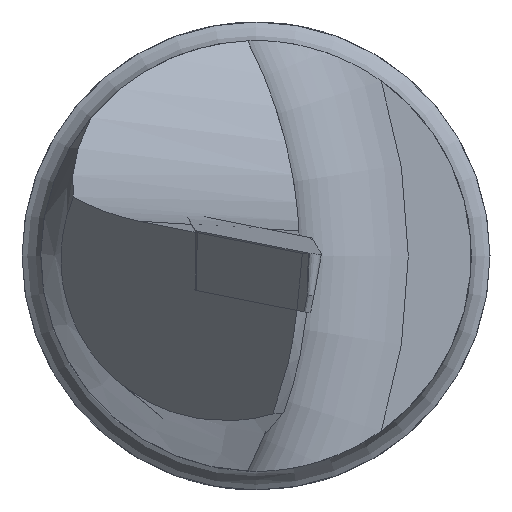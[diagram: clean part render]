
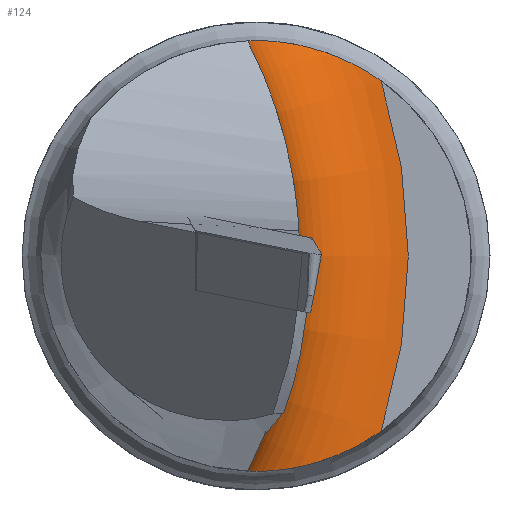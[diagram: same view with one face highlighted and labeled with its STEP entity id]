
A CAD part, left-side view. The second image highlights one B-rep face of the part: STEP entity #124.
In plain terms, the highlighted toroidal (fillet/blend) face has major radius 31 mm and minor radius 5.809 mm.
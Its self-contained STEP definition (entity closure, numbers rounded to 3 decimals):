
#73=TOROIDAL_SURFACE('',#641,31.,5.809);
#93=CIRCLE('',#637,31.);
#94=CIRCLE('',#639,25.191);
#124=ADVANCED_FACE('',(#156),#73,.F.);
#156=FACE_OUTER_BOUND('',#190,.T.);
#190=EDGE_LOOP('',(#359,#360,#361,#362));
#209=B_SPLINE_CURVE_WITH_KNOTS('',3,(#801,#802,#803,#804,#805,#806),
 .UNSPECIFIED.,.F.,.F.,(4,2,4),(0.,0.5,1.),.UNSPECIFIED.);
#210=B_SPLINE_CURVE_WITH_KNOTS('',3,(#813,#814,#815,#816,#817,#818),
 .UNSPECIFIED.,.F.,.F.,(4,2,4),(0.,0.5,1.),.UNSPECIFIED.);
#359=ORIENTED_EDGE('',*,*,#560,.F.);
#360=ORIENTED_EDGE('',*,*,#540,.F.);
#361=ORIENTED_EDGE('',*,*,#563,.T.);
#362=ORIENTED_EDGE('',*,*,#536,.F.);
#471=VERTEX_POINT('',#799);
#472=VERTEX_POINT('',#800);
#473=VERTEX_POINT('',#807);
#475=VERTEX_POINT('',#812);
#536=EDGE_CURVE('',#472,#473,#209,.T.);
#540=EDGE_CURVE('',#475,#471,#210,.T.);
#560=EDGE_CURVE('',#471,#472,#93,.T.);
#563=EDGE_CURVE('',#475,#473,#94,.T.);
#637=AXIS2_PLACEMENT_3D('',#915,#710,#711);
#639=AXIS2_PLACEMENT_3D('',#939,#714,#715);
#641=AXIS2_PLACEMENT_3D('',#941,#718,#719);
#710=DIRECTION('',(1.,0.,0.));
#711=DIRECTION('',(0.,0.,-1.));
#714=DIRECTION('',(1.,0.,0.));
#715=DIRECTION('',(0.,0.,-1.));
#718=DIRECTION('',(1.,0.,0.));
#719=DIRECTION('',(0.,0.,-1.));
#799=CARTESIAN_POINT('',(-194.191,-6.688,9.355));
#800=CARTESIAN_POINT('',(-194.191,-6.688,-9.355));
#801=CARTESIAN_POINT('',(-194.191,-6.688,-9.355));
#802=CARTESIAN_POINT('',(-194.191,-5.227,-10.4));
#803=CARTESIAN_POINT('',(-194.495,-3.484,-11.06));
#804=CARTESIAN_POINT('',(-196.486,-0.552,-11.583));
#805=CARTESIAN_POINT('',(-198.193,0.449,-11.491));
#806=CARTESIAN_POINT('',(-200.,0.449,-11.491));
#807=CARTESIAN_POINT('',(-200.,0.449,-11.491));
#812=CARTESIAN_POINT('',(-200.,0.449,11.491));
#813=CARTESIAN_POINT('',(-200.,0.449,11.491));
#814=CARTESIAN_POINT('',(-198.199,0.449,11.491));
#815=CARTESIAN_POINT('',(-196.498,-0.539,11.584));
#816=CARTESIAN_POINT('',(-194.494,-3.481,11.062));
#817=CARTESIAN_POINT('',(-194.191,-5.228,10.399));
#818=CARTESIAN_POINT('',(-194.191,-6.688,9.355));
#915=CARTESIAN_POINT('',(-194.191,22.867,0.));
#939=CARTESIAN_POINT('',(-200.,22.867,0.));
#941=CARTESIAN_POINT('',(-200.,22.867,0.));
